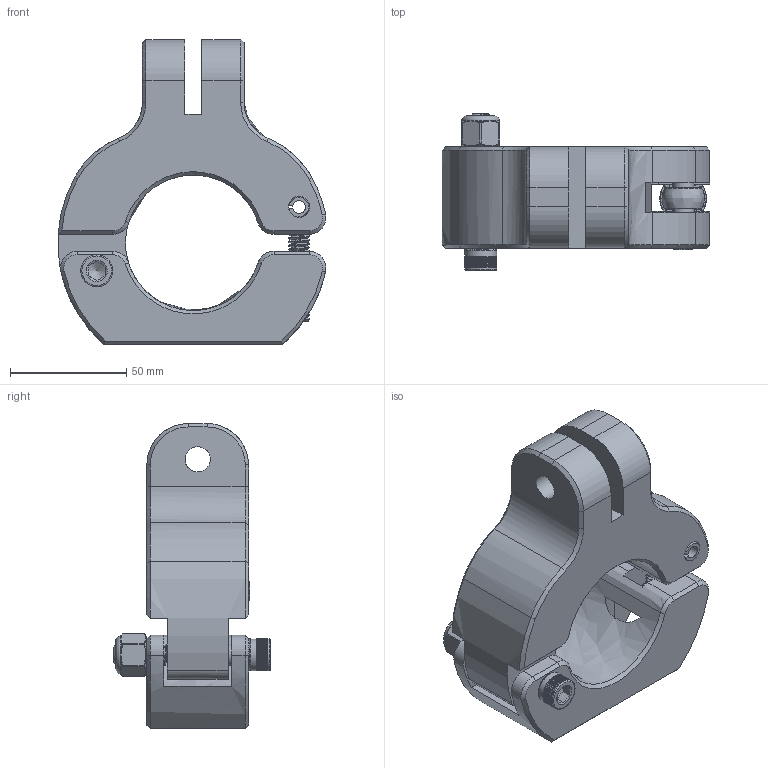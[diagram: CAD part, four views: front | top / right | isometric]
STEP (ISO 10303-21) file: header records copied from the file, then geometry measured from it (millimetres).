
FILE_DESCRIPTION(('FreeCAD Model'),'2;1');
FILE_NAME('Open CASCADE Shape Model','2025-04-27T04:16:28',('FreeCAD'),( 'FreeCAD'),'Open CASCADE STEP processor 7.6','FreeCAD','Unknown');
FILE_SCHEMA(('AUTOMOTIVE_DESIGN { 1 0 10303 214 1 1 1 1 }'));
Products named in the file (1): Open CASCADE STEP translator 7.6 1
Bounding box: 115.04 x 67.26 x 130.89 mm (x, y, z)
Volume: 297015.9 mm3; surface area: 64407.3 mm2
Topology: 7 solids, 7 shells, 878 faces, 2286 edges, 1475 vertices
Faces by surface type: bspline 878
Entity records: 41538 total; most frequent: CARTESIAN_POINT 28825, ORIENTED_EDGE 4570, EDGE_CURVE 2285, VERTEX_POINT 1475, B_SPLINE_CURVE_WITH_KNOTS 1348, FACE_BOUND 954, EDGE_LOOP 954, ADVANCED_FACE 878
